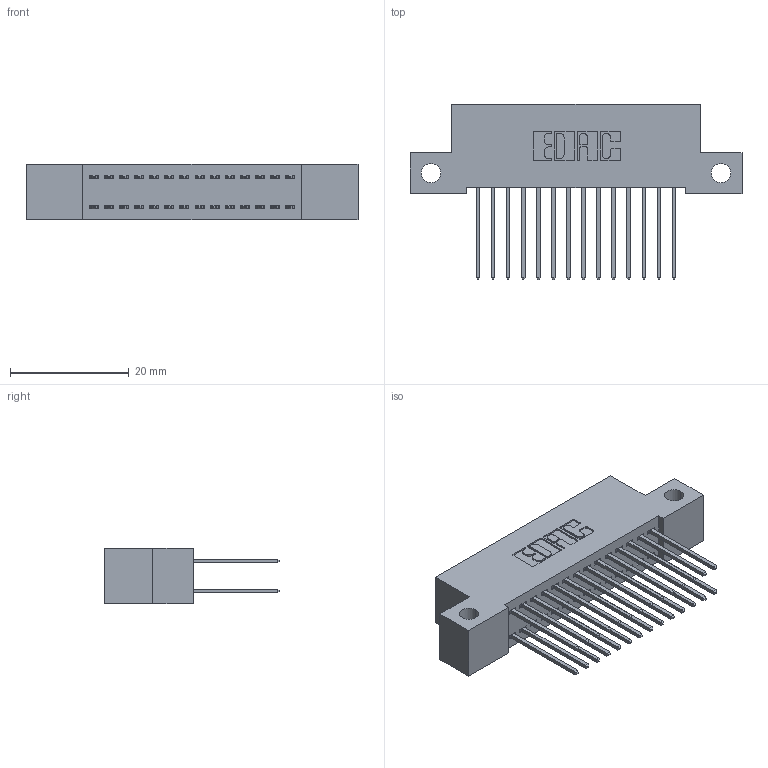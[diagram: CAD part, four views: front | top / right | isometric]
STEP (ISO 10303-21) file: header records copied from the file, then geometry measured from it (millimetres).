
FILE_DESCRIPTION (( 'STEP AP203' ), '1' );
FILE_NAME ('392-028-540-212.STEP', '2018-08-15T21:05:23', ( '' ), ( '' ), 'SwSTEP 2.0', 'SolidWorks 2016', '' );
FILE_SCHEMA (( 'CONFIG_CONTROL_DESIGN' ));
Length unit declared in the file: inch
Products named in the file (3): 345-292-001_345-293-140; 392-028-540-212; 342 Part_Side Mount
Assembly tree (29 placements, depth 2):
  392-028-540-212
    342 Part_Side Mount
    345-292-001_345-293-140  x28
Bounding box: 55.88 x 29.47 x 9.4 mm (x, y, z)
Volume: 4920.5 mm3; surface area: 7631.5 mm2
Topology: 29 solids, 29 shells, 1566 faces, 4639 edges, 3054 vertices
Faces by surface type: plane 1074, cylinder 492
Entity records: 12517 total; most frequent: CARTESIAN_POINT 2106, ORIENTED_EDGE 2042, DIRECTION 1849, EDGE_CURVE 1021, VECTOR 893, LINE 893, VERTEX_POINT 678, AXIS2_PLACEMENT_3D 478
